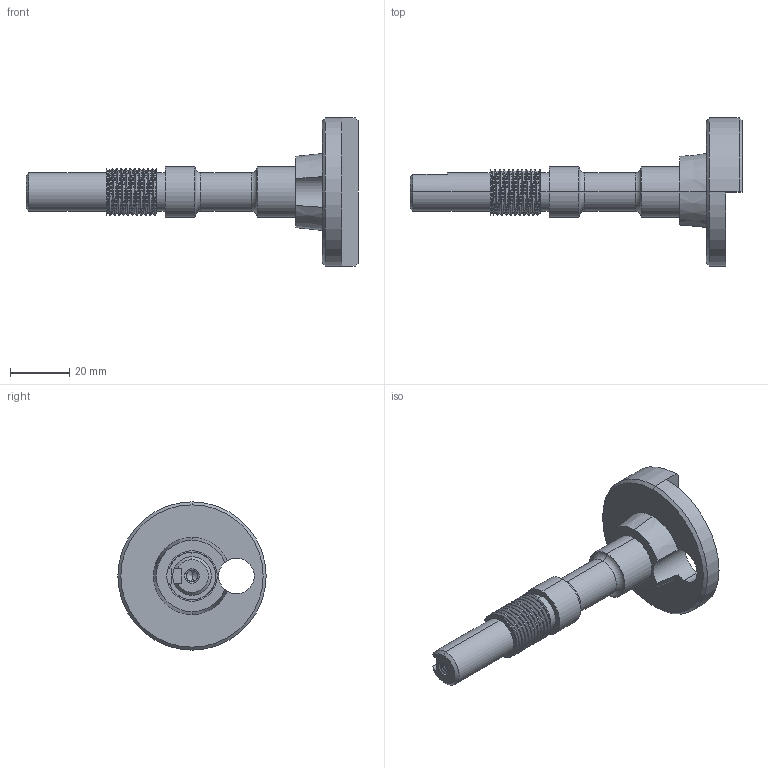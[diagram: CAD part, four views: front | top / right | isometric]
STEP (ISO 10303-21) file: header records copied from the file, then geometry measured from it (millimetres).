
FILE_DESCRIPTION (( 'STEP AP214' ), '1' );
FILE_NAME ('Last_Part.STEP', '2025-09-11T23:05:22', ( '' ), ( '' ), 'SwSTEP 2.0', 'SolidWorks 2024', '' );
FILE_SCHEMA (( 'AUTOMOTIVE_DESIGN' ));
Length unit declared in the file: millimetre
Products named in the file (1): Last_Part
Bounding box: 112 x 50 x 50 mm (x, y, z)
Volume: 36036.9 mm3; surface area: 11517.9 mm2
Topology: 1 solids, 1 shells, 189 faces, 525 edges, 341 vertices
Faces by surface type: cylinder 91, plane 40, bspline 39, cone 15, torus 4
Entity records: 23148 total; most frequent: CARTESIAN_POINT 19177, ORIENTED_EDGE 1046, DIRECTION 576, EDGE_CURVE 523, VERTEX_POINT 341, AXIS2_PLACEMENT_3D 211, EDGE_LOOP 196, FACE_OUTER_BOUND 189
